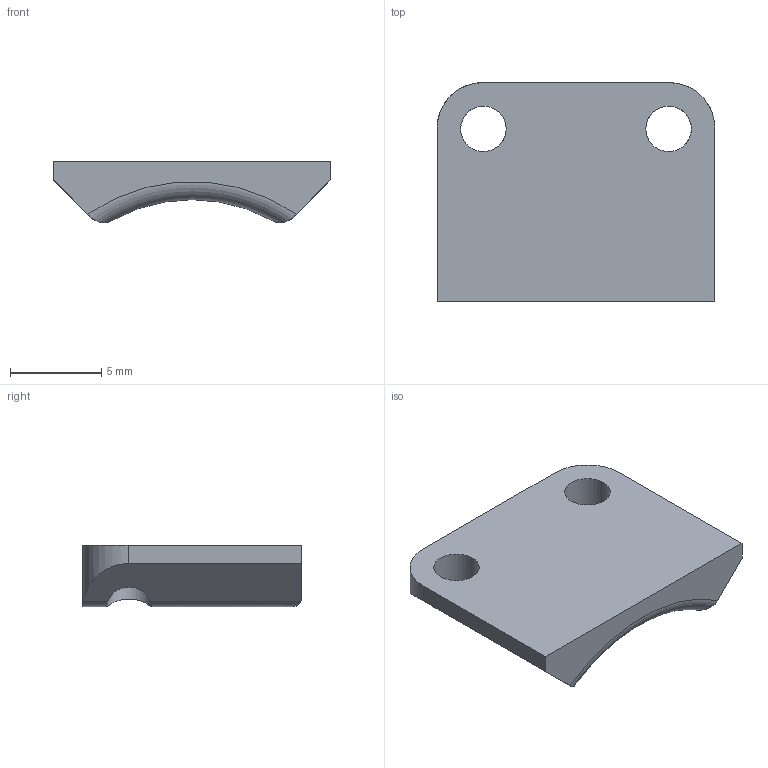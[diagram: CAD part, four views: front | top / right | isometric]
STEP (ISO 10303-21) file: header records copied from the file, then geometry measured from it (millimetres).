
FILE_DESCRIPTION( ( '' ), ' ' );
FILE_NAME( '5a8bddf1252dd70fe999efe3.step', '2018-02-20T08:36:02', ( '' ), ( '' ), ' ', ' ', ' ' );
FILE_SCHEMA( ( 'AUTOMOTIVE_DESIGN { 1 0 10303 214 1 1 1 1 }' ) );
Length unit declared in the file: metre
Products named in the file (1): Part 1
Bounding box: 15.24 x 12 x 3.36 mm (x, y, z)
Volume: 416.3 mm3; surface area: 505.4 mm2
Topology: 1 solids, 1 shells, 17 faces, 51 edges, 34 vertices
Faces by surface type: cylinder 9, plane 7, torus 1
Full cylindrical faces by diameter (mm): 2.5 x2
Entity records: 770 total; most frequent: CARTESIAN_POINT 181, ORIENTED_EDGE 94, DIRECTION 84, EDGE_CURVE 47, VERTEX_POINT 32, AXIS2_PLACEMENT_3D 31, LINE 22, VECTOR 22
